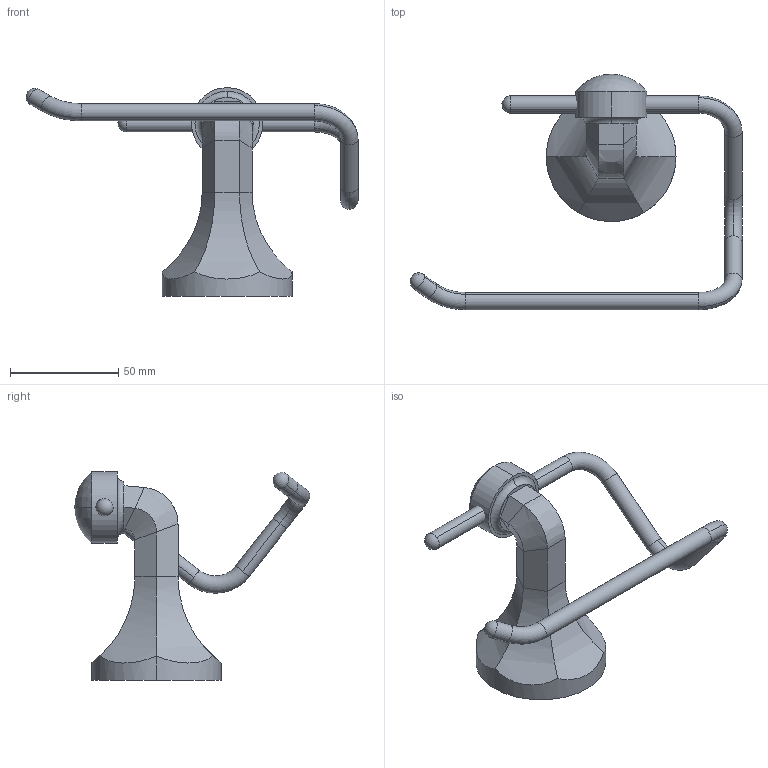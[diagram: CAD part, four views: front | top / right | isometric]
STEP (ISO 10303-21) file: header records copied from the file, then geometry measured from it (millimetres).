
FILE_DESCRIPTION (( 'STEP AP203' ), '1' );
FILE_NAME ('83500361-00.STEP', '2018-07-04T06:00:02', ( '' ), ( '' ), 'SwSTEP 2.0', 'SolidWorks 2017', '' );
FILE_SCHEMA (( 'CONFIG_CONTROL_DESIGN' ));
Length unit declared in the file: millimetre
Products named in the file (4): Planungsmodell_Halter-+-08.17.36.508-01_-_K1; Planungsmodell_Halter-+-08.17.36.550.90-01; Planungsmodell_Buegel-+-83.500.930-01_ _K2; 83500361-00
Assembly tree (3 placements, depth 2):
  83500361-00
    Planungsmodell_Halter-+-08.17.36.508-01_-_K1
    Planungsmodell_Halter-+-08.17.36.550.90-01
    Planungsmodell_Buegel-+-83.500.930-01_ _K2
Bounding box: 153.5 x 108.92 x 96.5 mm (x, y, z)
Volume: 112529.8 mm3; surface area: 25760.1 mm2
Topology: 3 solids, 3 shells, 61 faces, 136 edges, 80 vertices
Faces by surface type: cylinder 24, plane 17, torus 10, bspline 6, sphere 4
Entity records: 2284 total; most frequent: CARTESIAN_POINT 574, DIRECTION 292, ORIENTED_EDGE 260, EDGE_CURVE 130, AXIS2_PLACEMENT_3D 119, VERTEX_POINT 77, EDGE_LOOP 63, FACE_OUTER_BOUND 61
